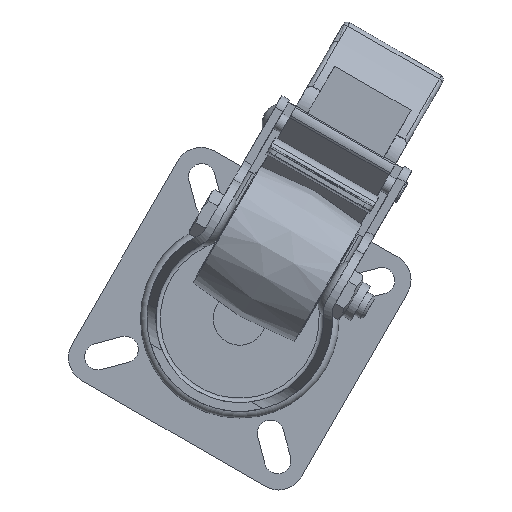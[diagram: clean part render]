
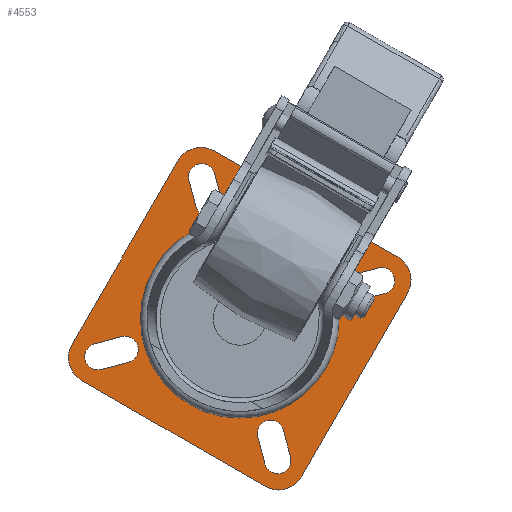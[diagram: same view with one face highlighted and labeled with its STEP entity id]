
A CAD part, front view. The second image highlights one B-rep face of the part: STEP entity #4553.
In plain terms, the highlighted planar face has unit normal (0, -1, 0).
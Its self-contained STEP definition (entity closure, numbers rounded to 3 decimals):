
#332=LINE('',#8550,#586);
#334=LINE('',#8556,#588);
#338=LINE('',#8566,#592);
#340=LINE('',#8572,#594);
#344=LINE('',#8582,#598);
#346=LINE('',#8588,#600);
#350=LINE('',#8598,#604);
#352=LINE('',#8604,#606);
#355=LINE('',#8613,#609);
#357=LINE('',#8617,#611);
#358=LINE('',#8621,#612);
#359=LINE('',#8625,#613);
#586=VECTOR('',#6040,6.364);
#588=VECTOR('',#6048,6.364);
#592=VECTOR('',#6058,6.364);
#594=VECTOR('',#6066,6.364);
#598=VECTOR('',#6076,6.364);
#600=VECTOR('',#6084,6.364);
#604=VECTOR('',#6094,6.364);
#606=VECTOR('',#6102,6.364);
#609=VECTOR('',#6111,48.);
#611=VECTOR('',#6115,48.);
#612=VECTOR('',#6118,48.);
#613=VECTOR('',#6121,48.);
#841=PLANE('',#5036);
#1009=FACE_BOUND('',#1596,.T.);
#1010=FACE_BOUND('',#1597,.T.);
#1011=FACE_BOUND('',#1598,.T.);
#1012=FACE_BOUND('',#1599,.T.);
#1013=FACE_BOUND('',#1600,.T.);
#1219=FACE_OUTER_BOUND('',#1595,.T.);
#1595=EDGE_LOOP('',(#3841,#3842,#3843,#3844,#3845,#3846,#3847,#3848));
#1596=EDGE_LOOP('',(#3849));
#1597=EDGE_LOOP('',(#3850,#3851,#3852,#3853));
#1598=EDGE_LOOP('',(#3854,#3855,#3856,#3857));
#1599=EDGE_LOOP('',(#3858,#3859,#3860,#3861));
#1600=EDGE_LOOP('',(#3862,#3863,#3864,#3865));
#1845=CIRCLE('',#4994,21.);
#1859=CIRCLE('',#5010,3.);
#1860=CIRCLE('',#5013,3.);
#1861=CIRCLE('',#5016,3.);
#1862=CIRCLE('',#5019,3.);
#1863=CIRCLE('',#5022,3.);
#1864=CIRCLE('',#5025,3.);
#1865=CIRCLE('',#5028,3.);
#1866=CIRCLE('',#5031,3.);
#1867=CIRCLE('',#5034,6.);
#1868=CIRCLE('',#5037,6.);
#1869=CIRCLE('',#5038,6.);
#1870=CIRCLE('',#5039,6.);
#2200=VERTEX_POINT('',#8488);
#2226=VERTEX_POINT('',#8542);
#2227=VERTEX_POINT('',#8544);
#2228=VERTEX_POINT('',#8548);
#2229=VERTEX_POINT('',#8552);
#2230=VERTEX_POINT('',#8558);
#2231=VERTEX_POINT('',#8560);
#2232=VERTEX_POINT('',#8564);
#2233=VERTEX_POINT('',#8568);
#2234=VERTEX_POINT('',#8574);
#2235=VERTEX_POINT('',#8576);
#2236=VERTEX_POINT('',#8580);
#2237=VERTEX_POINT('',#8584);
#2238=VERTEX_POINT('',#8590);
#2239=VERTEX_POINT('',#8592);
#2240=VERTEX_POINT('',#8596);
#2241=VERTEX_POINT('',#8600);
#2242=VERTEX_POINT('',#8606);
#2243=VERTEX_POINT('',#8607);
#2244=VERTEX_POINT('',#8612);
#2245=VERTEX_POINT('',#8616);
#2246=VERTEX_POINT('',#8618);
#2247=VERTEX_POINT('',#8620);
#2248=VERTEX_POINT('',#8622);
#2249=VERTEX_POINT('',#8624);
#2742=EDGE_CURVE('',#2200,#2200,#1845,.T.);
#2769=EDGE_CURVE('',#2227,#2226,#1859,.T.);
#2772=EDGE_CURVE('',#2226,#2228,#332,.T.);
#2774=EDGE_CURVE('',#2228,#2229,#1860,.T.);
#2775=EDGE_CURVE('',#2229,#2227,#334,.T.);
#2777=EDGE_CURVE('',#2231,#2230,#1861,.T.);
#2780=EDGE_CURVE('',#2230,#2232,#338,.T.);
#2782=EDGE_CURVE('',#2232,#2233,#1862,.T.);
#2783=EDGE_CURVE('',#2233,#2231,#340,.T.);
#2785=EDGE_CURVE('',#2235,#2234,#1863,.T.);
#2788=EDGE_CURVE('',#2234,#2236,#344,.T.);
#2790=EDGE_CURVE('',#2236,#2237,#1864,.T.);
#2791=EDGE_CURVE('',#2237,#2235,#346,.T.);
#2793=EDGE_CURVE('',#2239,#2238,#1865,.T.);
#2796=EDGE_CURVE('',#2238,#2240,#350,.T.);
#2798=EDGE_CURVE('',#2240,#2241,#1866,.T.);
#2799=EDGE_CURVE('',#2241,#2239,#352,.T.);
#2800=EDGE_CURVE('',#2242,#2243,#1867,.T.);
#2803=EDGE_CURVE('',#2244,#2243,#355,.T.);
#2805=EDGE_CURVE('',#2242,#2245,#357,.T.);
#2806=EDGE_CURVE('',#2246,#2245,#1868,.T.);
#2807=EDGE_CURVE('',#2246,#2247,#358,.T.);
#2808=EDGE_CURVE('',#2248,#2247,#1869,.T.);
#2809=EDGE_CURVE('',#2248,#2249,#359,.T.);
#2810=EDGE_CURVE('',#2244,#2249,#1870,.T.);
#3841=ORIENTED_EDGE('',*,*,#2800,.F.);
#3842=ORIENTED_EDGE('',*,*,#2805,.T.);
#3843=ORIENTED_EDGE('',*,*,#2806,.F.);
#3844=ORIENTED_EDGE('',*,*,#2807,.T.);
#3845=ORIENTED_EDGE('',*,*,#2808,.F.);
#3846=ORIENTED_EDGE('',*,*,#2809,.T.);
#3847=ORIENTED_EDGE('',*,*,#2810,.F.);
#3848=ORIENTED_EDGE('',*,*,#2803,.T.);
#3849=ORIENTED_EDGE('',*,*,#2742,.T.);
#3850=ORIENTED_EDGE('',*,*,#2769,.T.);
#3851=ORIENTED_EDGE('',*,*,#2772,.T.);
#3852=ORIENTED_EDGE('',*,*,#2774,.T.);
#3853=ORIENTED_EDGE('',*,*,#2775,.T.);
#3854=ORIENTED_EDGE('',*,*,#2777,.T.);
#3855=ORIENTED_EDGE('',*,*,#2780,.T.);
#3856=ORIENTED_EDGE('',*,*,#2782,.T.);
#3857=ORIENTED_EDGE('',*,*,#2783,.T.);
#3858=ORIENTED_EDGE('',*,*,#2785,.T.);
#3859=ORIENTED_EDGE('',*,*,#2788,.T.);
#3860=ORIENTED_EDGE('',*,*,#2790,.T.);
#3861=ORIENTED_EDGE('',*,*,#2791,.T.);
#3862=ORIENTED_EDGE('',*,*,#2793,.T.);
#3863=ORIENTED_EDGE('',*,*,#2796,.T.);
#3864=ORIENTED_EDGE('',*,*,#2798,.T.);
#3865=ORIENTED_EDGE('',*,*,#2799,.T.);
#4553=ADVANCED_FACE('',(#1219,#1009,#1010,#1011,#1012,#1013),#841,.T.);
#4994=AXIS2_PLACEMENT_3D('',#8489,#5989,#5990);
#5010=AXIS2_PLACEMENT_3D('',#8545,#6034,#6035);
#5013=AXIS2_PLACEMENT_3D('',#8554,#6044,#6045);
#5016=AXIS2_PLACEMENT_3D('',#8561,#6052,#6053);
#5019=AXIS2_PLACEMENT_3D('',#8570,#6062,#6063);
#5022=AXIS2_PLACEMENT_3D('',#8577,#6070,#6071);
#5025=AXIS2_PLACEMENT_3D('',#8586,#6080,#6081);
#5028=AXIS2_PLACEMENT_3D('',#8593,#6088,#6089);
#5031=AXIS2_PLACEMENT_3D('',#8602,#6098,#6099);
#5034=AXIS2_PLACEMENT_3D('',#8608,#6105,#6106);
#5036=AXIS2_PLACEMENT_3D('',#8615,#6113,#6114);
#5037=AXIS2_PLACEMENT_3D('',#8619,#6116,#6117);
#5038=AXIS2_PLACEMENT_3D('',#8623,#6119,#6120);
#5039=AXIS2_PLACEMENT_3D('',#8626,#6122,#6123);
#5989=DIRECTION('center_axis',(0.,1.,0.));
#5990=DIRECTION('ref_axis',(-1.,0.,0.));
#6034=DIRECTION('center_axis',(0.,1.,0.));
#6035=DIRECTION('ref_axis',(0.707,0.,-0.707));
#6040=DIRECTION('',(0.707,0.,0.707));
#6044=DIRECTION('center_axis',(0.,1.,0.));
#6045=DIRECTION('ref_axis',(-0.707,0.,0.707));
#6048=DIRECTION('',(-0.707,0.,-0.707));
#6052=DIRECTION('center_axis',(0.,1.,0.));
#6053=DIRECTION('ref_axis',(0.707,0.,0.707));
#6058=DIRECTION('',(-0.707,0.,0.707));
#6062=DIRECTION('center_axis',(0.,1.,0.));
#6063=DIRECTION('ref_axis',(-0.707,0.,-0.707));
#6066=DIRECTION('',(0.707,0.,-0.707));
#6070=DIRECTION('center_axis',(0.,1.,0.));
#6071=DIRECTION('ref_axis',(-0.707,0.,0.707));
#6076=DIRECTION('',(-0.707,0.,-0.707));
#6080=DIRECTION('center_axis',(0.,1.,0.));
#6081=DIRECTION('ref_axis',(0.707,0.,-0.707));
#6084=DIRECTION('',(0.707,0.,0.707));
#6088=DIRECTION('center_axis',(0.,1.,0.));
#6089=DIRECTION('ref_axis',(-0.707,0.,-0.707));
#6094=DIRECTION('',(0.707,0.,-0.707));
#6098=DIRECTION('center_axis',(0.,1.,0.));
#6099=DIRECTION('ref_axis',(0.707,0.,0.707));
#6102=DIRECTION('',(-0.707,0.,0.707));
#6105=DIRECTION('center_axis',(0.,1.,0.));
#6106=DIRECTION('ref_axis',(-0.707,0.,0.707));
#6111=DIRECTION('',(-1.,0.,0.));
#6113=DIRECTION('center_axis',(0.,-1.,0.));
#6114=DIRECTION('ref_axis',(0.,0.,-1.));
#6115=DIRECTION('',(0.,0.,-1.));
#6116=DIRECTION('center_axis',(0.,1.,0.));
#6117=DIRECTION('ref_axis',(-0.707,0.,-0.707));
#6118=DIRECTION('',(1.,0.,0.));
#6119=DIRECTION('center_axis',(0.,1.,0.));
#6120=DIRECTION('ref_axis',(0.707,0.,-0.707));
#6121=DIRECTION('',(0.,0.,1.));
#6122=DIRECTION('center_axis',(0.,1.,0.));
#6123=DIRECTION('ref_axis',(0.707,0.,0.707));
#8488=CARTESIAN_POINT('',(21.,-2.,0.));
#8489=CARTESIAN_POINT('Origin',(0.,-2.,0.));
#8542=CARTESIAN_POINT('',(16.879,-2.,21.121));
#8544=CARTESIAN_POINT('',(21.121,-2.,16.879));
#8545=CARTESIAN_POINT('Origin',(19.,-2.,19.));
#8548=CARTESIAN_POINT('',(21.379,-2.,25.621));
#8550=CARTESIAN_POINT('',(9.629,-2.,13.871));
#8552=CARTESIAN_POINT('',(25.621,-2.,21.379));
#8554=CARTESIAN_POINT('Origin',(23.5,-2.,23.5));
#8556=CARTESIAN_POINT('',(11.621,-2.,7.379));
#8558=CARTESIAN_POINT('',(-21.121,-2.,16.879));
#8560=CARTESIAN_POINT('',(-16.879,-2.,21.121));
#8561=CARTESIAN_POINT('Origin',(-19.,-2.,19.));
#8564=CARTESIAN_POINT('',(-25.621,-2.,21.379));
#8566=CARTESIAN_POINT('',(-13.871,-2.,9.629));
#8568=CARTESIAN_POINT('',(-21.379,-2.,25.621));
#8570=CARTESIAN_POINT('Origin',(-23.5,-2.,23.5));
#8572=CARTESIAN_POINT('',(-7.379,-2.,11.621));
#8574=CARTESIAN_POINT('',(-16.879,-2.,-21.121));
#8576=CARTESIAN_POINT('',(-21.121,-2.,-16.879));
#8577=CARTESIAN_POINT('Origin',(-19.,-2.,-19.));
#8580=CARTESIAN_POINT('',(-21.379,-2.,-25.621));
#8582=CARTESIAN_POINT('',(-9.629,-2.,-13.871));
#8584=CARTESIAN_POINT('',(-25.621,-2.,-21.379));
#8586=CARTESIAN_POINT('Origin',(-23.5,-2.,-23.5));
#8588=CARTESIAN_POINT('',(-11.621,-2.,-7.379));
#8590=CARTESIAN_POINT('',(21.121,-2.,-16.879));
#8592=CARTESIAN_POINT('',(16.879,-2.,-21.121));
#8593=CARTESIAN_POINT('Origin',(19.,-2.,-19.));
#8596=CARTESIAN_POINT('',(25.621,-2.,-21.379));
#8598=CARTESIAN_POINT('',(13.871,-2.,-9.629));
#8600=CARTESIAN_POINT('',(21.379,-2.,-25.621));
#8602=CARTESIAN_POINT('Origin',(23.5,-2.,-23.5));
#8604=CARTESIAN_POINT('',(7.379,-2.,-11.621));
#8606=CARTESIAN_POINT('',(-30.,-2.,24.));
#8607=CARTESIAN_POINT('',(-24.,-2.,30.));
#8608=CARTESIAN_POINT('Origin',(-24.,-2.,24.));
#8612=CARTESIAN_POINT('',(24.,-2.,30.));
#8613=CARTESIAN_POINT('',(10.,-2.,30.));
#8615=CARTESIAN_POINT('Origin',(0.,-2.,0.));
#8616=CARTESIAN_POINT('',(-30.,-2.,-24.));
#8617=CARTESIAN_POINT('',(-30.,-2.,10.));
#8618=CARTESIAN_POINT('',(-24.,-2.,-30.));
#8619=CARTESIAN_POINT('Origin',(-24.,-2.,-24.));
#8620=CARTESIAN_POINT('',(24.,-2.,-30.));
#8621=CARTESIAN_POINT('',(-10.,-2.,-30.));
#8622=CARTESIAN_POINT('',(30.,-2.,-24.));
#8623=CARTESIAN_POINT('Origin',(24.,-2.,-24.));
#8624=CARTESIAN_POINT('',(30.,-2.,24.));
#8625=CARTESIAN_POINT('',(30.,-2.,-10.));
#8626=CARTESIAN_POINT('Origin',(24.,-2.,24.));
